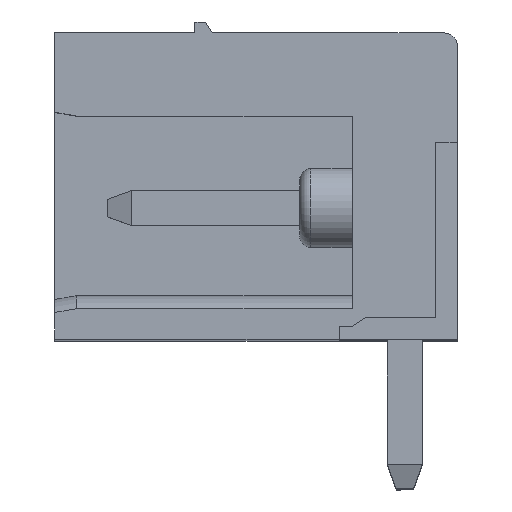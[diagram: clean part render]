
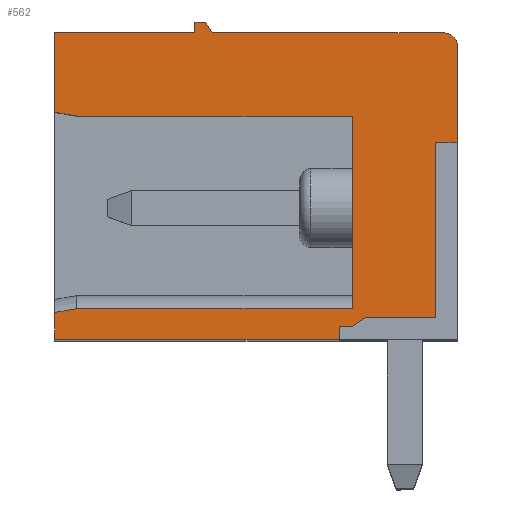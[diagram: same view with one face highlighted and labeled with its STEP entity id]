
A CAD part, top view. The second image highlights one B-rep face of the part: STEP entity #562.
In plain terms, the highlighted planar face has unit normal (0, 0, 1).
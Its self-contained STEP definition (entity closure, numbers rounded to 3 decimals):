
#562 = ADVANCED_FACE( '', ( #1576 ), #1577, .T. );
#1576 = FACE_OUTER_BOUND( '', #3068, .T. );
#1577 = PLANE( '', #3069 );
#3068 = EDGE_LOOP( '', ( #4693, #4694, #4695, #4696, #4697, #4698, #4699, #4700, #4701, #4702, #4703, #4704, #4705, #4706, #4707, #4708, #4709, #4710, #4711, #4712, #4713 ) );
#3069 = AXIS2_PLACEMENT_3D( '', #4714, #4715, #4716 );
#4693 = ORIENTED_EDGE( '', *, *, #9030, .T. );
#4694 = ORIENTED_EDGE( '', *, *, #9031, .T. );
#4695 = ORIENTED_EDGE( '', *, *, #9032, .T. );
#4696 = ORIENTED_EDGE( '', *, *, #9033, .F. );
#4697 = ORIENTED_EDGE( '', *, *, #9034, .T. );
#4698 = ORIENTED_EDGE( '', *, *, #9035, .T. );
#4699 = ORIENTED_EDGE( '', *, *, #9036, .T. );
#4700 = ORIENTED_EDGE( '', *, *, #9037, .T. );
#4701 = ORIENTED_EDGE( '', *, *, #9038, .T. );
#4702 = ORIENTED_EDGE( '', *, *, #9039, .T. );
#4703 = ORIENTED_EDGE( '', *, *, #9040, .T. );
#4704 = ORIENTED_EDGE( '', *, *, #9041, .T. );
#4705 = ORIENTED_EDGE( '', *, *, #9042, .F. );
#4706 = ORIENTED_EDGE( '', *, *, #9043, .T. );
#4707 = ORIENTED_EDGE( '', *, *, #9044, .T. );
#4708 = ORIENTED_EDGE( '', *, *, #9045, .T. );
#4709 = ORIENTED_EDGE( '', *, *, #9046, .T. );
#4710 = ORIENTED_EDGE( '', *, *, #9047, .T. );
#4711 = ORIENTED_EDGE( '', *, *, #9048, .T. );
#4712 = ORIENTED_EDGE( '', *, *, #9049, .T. );
#4713 = ORIENTED_EDGE( '', *, *, #9050, .T. );
#4714 = CARTESIAN_POINT( '', ( -162.627, 7.36, -19.762 ) );
#4715 = DIRECTION( '', ( 0., 0., 1. ) );
#4716 = DIRECTION( '', ( 1., 0., 0. ) );
#9030 = EDGE_CURVE( '', #10866, #10867, #10868, .T. );
#9031 = EDGE_CURVE( '', #10867, #10869, #10870, .T. );
#9032 = EDGE_CURVE( '', #10869, #10871, #10872, .T. );
#9033 = EDGE_CURVE( '', #10873, #10871, #10874, .T. );
#9034 = EDGE_CURVE( '', #10873, #10875, #10876, .T. );
#9035 = EDGE_CURVE( '', #10875, #10877, #10878, .T. );
#9036 = EDGE_CURVE( '', #10877, #10879, #10880, .T. );
#9037 = EDGE_CURVE( '', #10879, #10881, #10882, .T. );
#9038 = EDGE_CURVE( '', #10881, #10883, #10884, .T. );
#9039 = EDGE_CURVE( '', #10883, #10885, #10886, .T. );
#9040 = EDGE_CURVE( '', #10885, #10887, #10888, .T. );
#9041 = EDGE_CURVE( '', #10887, #10889, #10890, .T. );
#9042 = EDGE_CURVE( '', #10891, #10889, #10892, .T. );
#9043 = EDGE_CURVE( '', #10891, #10893, #10894, .T. );
#9044 = EDGE_CURVE( '', #10893, #10895, #10896, .T. );
#9045 = EDGE_CURVE( '', #10895, #10897, #10898, .T. );
#9046 = EDGE_CURVE( '', #10897, #10899, #10900, .T. );
#9047 = EDGE_CURVE( '', #10899, #10901, #10902, .T. );
#9048 = EDGE_CURVE( '', #10901, #10903, #10904, .T. );
#9049 = EDGE_CURVE( '', #10903, #10905, #10906, .T. );
#9050 = EDGE_CURVE( '', #10905, #10866, #10907, .T. );
#10866 = VERTEX_POINT( '', #13497 );
#10867 = VERTEX_POINT( '', #13498 );
#10868 = LINE( '', #13499, #13500 );
#10869 = VERTEX_POINT( '', #13501 );
#10870 = LINE( '', #13502, #13503 );
#10871 = VERTEX_POINT( '', #13504 );
#10872 = LINE( '', #13505, #13506 );
#10873 = VERTEX_POINT( '', #13507 );
#10874 = CIRCLE( '', #13508, 0.3 );
#10875 = VERTEX_POINT( '', #13509 );
#10876 = LINE( '', #13510, #13511 );
#10877 = VERTEX_POINT( '', #13512 );
#10878 = LINE( '', #13513, #13514 );
#10879 = VERTEX_POINT( '', #13515 );
#10880 = LINE( '', #13516, #13517 );
#10881 = VERTEX_POINT( '', #13518 );
#10882 = LINE( '', #13519, #13520 );
#10883 = VERTEX_POINT( '', #13521 );
#10884 = LINE( '', #13522, #13523 );
#10885 = VERTEX_POINT( '', #13524 );
#10886 = LINE( '', #13525, #13526 );
#10887 = VERTEX_POINT( '', #13527 );
#10888 = LINE( '', #13528, #13529 );
#10889 = VERTEX_POINT( '', #13530 );
#10890 = LINE( '', #13531, #13532 );
#10891 = VERTEX_POINT( '', #13533 );
#10892 = LINE( '', #13534, #13535 );
#10893 = VERTEX_POINT( '', #13536 );
#10894 = LINE( '', #13537, #13538 );
#10895 = VERTEX_POINT( '', #13539 );
#10896 = LINE( '', #13540, #13541 );
#10897 = VERTEX_POINT( '', #13542 );
#10898 = LINE( '', #13543, #13544 );
#10899 = VERTEX_POINT( '', #13545 );
#10900 = LINE( '', #13546, #13547 );
#10901 = VERTEX_POINT( '', #13548 );
#10902 = LINE( '', #13549, #13550 );
#10903 = VERTEX_POINT( '', #13551 );
#10904 = LINE( '', #13552, #13553 );
#10905 = VERTEX_POINT( '', #13554 );
#10906 = LINE( '', #13555, #13556 );
#10907 = LINE( '', #13557, #13558 );
#13497 = CARTESIAN_POINT( '', ( -153.927, 4.36, -19.762 ) );
#13498 = CARTESIAN_POINT( '', ( -153.927, 8.36, -19.762 ) );
#13499 = CARTESIAN_POINT( '', ( -153.927, 8.36, -19.762 ) );
#13500 = VECTOR( '', #16984, 1000. );
#13501 = CARTESIAN_POINT( '', ( -153.427, 8.36, -19.762 ) );
#13502 = CARTESIAN_POINT( '', ( -153.427, 8.36, -19.762 ) );
#13503 = VECTOR( '', #16985, 1000. );
#13504 = CARTESIAN_POINT( '', ( -153.427, 10.56, -19.762 ) );
#13505 = CARTESIAN_POINT( '', ( -153.427, 10.56, -19.762 ) );
#13506 = VECTOR( '', #16986, 1000. );
#13507 = CARTESIAN_POINT( '', ( -153.727, 10.86, -19.762 ) );
#13508 = AXIS2_PLACEMENT_3D( '', #16987, #16988, #16989 );
#13509 = CARTESIAN_POINT( '', ( -159.027, 10.86, -19.762 ) );
#13510 = CARTESIAN_POINT( '', ( -159.027, 10.86, -19.762 ) );
#13511 = VECTOR( '', #16990, 1000. );
#13512 = CARTESIAN_POINT( '', ( -159.177, 11.11, -19.762 ) );
#13513 = CARTESIAN_POINT( '', ( -159.177, 11.11, -19.762 ) );
#13514 = VECTOR( '', #16991, 1000. );
#13515 = CARTESIAN_POINT( '', ( -159.427, 11.11, -19.762 ) );
#13516 = CARTESIAN_POINT( '', ( -159.427, 11.11, -19.762 ) );
#13517 = VECTOR( '', #16992, 1000. );
#13518 = CARTESIAN_POINT( '', ( -159.427, 10.86, -19.762 ) );
#13519 = CARTESIAN_POINT( '', ( -159.427, 10.86, -19.762 ) );
#13520 = VECTOR( '', #16993, 1000. );
#13521 = CARTESIAN_POINT( '', ( -162.627, 10.86, -19.762 ) );
#13522 = CARTESIAN_POINT( '', ( -162.627, 10.86, -19.762 ) );
#13523 = VECTOR( '', #16994, 1000. );
#13524 = CARTESIAN_POINT( '', ( -162.627, 9.048, -19.762 ) );
#13525 = CARTESIAN_POINT( '', ( -162.627, 3.86, -19.762 ) );
#13526 = VECTOR( '', #16995, 1000. );
#13527 = CARTESIAN_POINT( '', ( -162.127, 8.96, -19.762 ) );
#13528 = CARTESIAN_POINT( '', ( -162.627, 9.048, -19.762 ) );
#13529 = VECTOR( '', #16996, 1000. );
#13530 = CARTESIAN_POINT( '', ( -155.827, 8.96, -19.762 ) );
#13531 = CARTESIAN_POINT( '', ( -162.627, 8.96, -19.762 ) );
#13532 = VECTOR( '', #16997, 1000. );
#13533 = CARTESIAN_POINT( '', ( -155.827, 4.56, -19.762 ) );
#13534 = CARTESIAN_POINT( '', ( -155.827, 10.21, -19.762 ) );
#13535 = VECTOR( '', #16998, 1000. );
#13536 = CARTESIAN_POINT( '', ( -162.127, 4.56, -19.762 ) );
#13537 = CARTESIAN_POINT( '', ( -162.627, 4.56, -19.762 ) );
#13538 = VECTOR( '', #16999, 1000. );
#13539 = CARTESIAN_POINT( '', ( -162.627, 4.471, -19.762 ) );
#13540 = CARTESIAN_POINT( '', ( -162.627, 4.471, -19.762 ) );
#13541 = VECTOR( '', #17000, 1000. );
#13542 = CARTESIAN_POINT( '', ( -162.627, 3.86, -19.762 ) );
#13543 = CARTESIAN_POINT( '', ( -162.627, 3.86, -19.762 ) );
#13544 = VECTOR( '', #17001, 1000. );
#13545 = CARTESIAN_POINT( '', ( -156.127, 3.86, -19.762 ) );
#13546 = CARTESIAN_POINT( '', ( -153.427, 3.86, -19.762 ) );
#13547 = VECTOR( '', #17002, 1000. );
#13548 = CARTESIAN_POINT( '', ( -156.127, 4.16, -19.762 ) );
#13549 = CARTESIAN_POINT( '', ( -156.127, 4.16, -19.762 ) );
#13550 = VECTOR( '', #17003, 1000. );
#13551 = CARTESIAN_POINT( '', ( -155.827, 4.16, -19.762 ) );
#13552 = CARTESIAN_POINT( '', ( -155.827, 4.16, -19.762 ) );
#13553 = VECTOR( '', #17004, 1000. );
#13554 = CARTESIAN_POINT( '', ( -155.53, 4.36, -19.762 ) );
#13555 = CARTESIAN_POINT( '', ( -155.53, 4.36, -19.762 ) );
#13556 = VECTOR( '', #17005, 1000. );
#13557 = CARTESIAN_POINT( '', ( -153.927, 4.36, -19.762 ) );
#13558 = VECTOR( '', #17006, 1000. );
#16984 = DIRECTION( '', ( 0., 1., 0. ) );
#16985 = DIRECTION( '', ( 1., 0., 0. ) );
#16986 = DIRECTION( '', ( 0., 1., 0. ) );
#16987 = CARTESIAN_POINT( '', ( -153.727, 10.56, -19.762 ) );
#16988 = DIRECTION( '', ( 0., 0., -1. ) );
#16989 = DIRECTION( '', ( 1., 0., 0. ) );
#16990 = DIRECTION( '', ( -1., 0., 0. ) );
#16991 = DIRECTION( '', ( -0.514, 0.857, 0. ) );
#16992 = DIRECTION( '', ( -1., 0., 0. ) );
#16993 = DIRECTION( '', ( 0., -1., 0. ) );
#16994 = DIRECTION( '', ( -1., 0., 0. ) );
#16995 = DIRECTION( '', ( 0., -1., 0. ) );
#16996 = DIRECTION( '', ( 0.985, -0.174, 0. ) );
#16997 = DIRECTION( '', ( 1., 0., 0. ) );
#16998 = DIRECTION( '', ( 0., 1., 0. ) );
#16999 = DIRECTION( '', ( -1., 0., 0. ) );
#17000 = DIRECTION( '', ( -0.985, -0.174, 0. ) );
#17001 = DIRECTION( '', ( 0., -1., 0. ) );
#17002 = DIRECTION( '', ( 1., 0., 0. ) );
#17003 = DIRECTION( '', ( 0., 1., 0. ) );
#17004 = DIRECTION( '', ( 1., 0., 0. ) );
#17005 = DIRECTION( '', ( 0.83, 0.558, 0. ) );
#17006 = DIRECTION( '', ( 1., 0., 0. ) );
